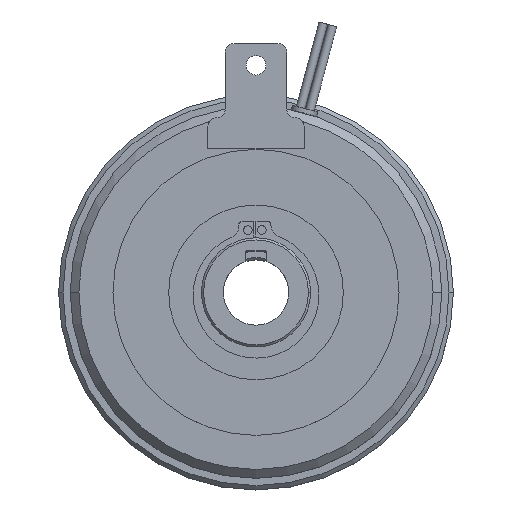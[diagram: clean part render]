
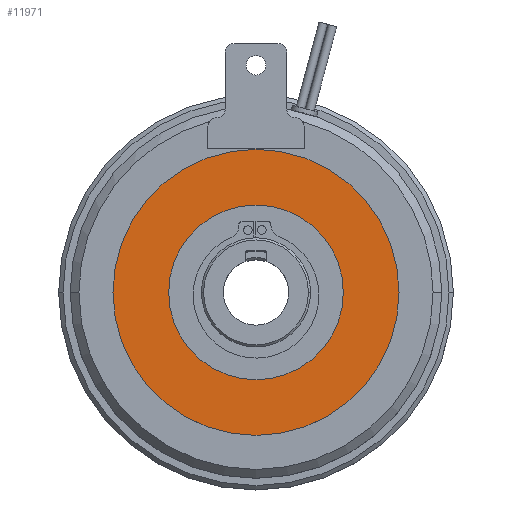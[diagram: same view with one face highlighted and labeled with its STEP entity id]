
A CAD part, top view. The second image highlights one B-rep face of the part: STEP entity #11971.
In plain terms, the highlighted planar face has unit normal (0, 0, 1).
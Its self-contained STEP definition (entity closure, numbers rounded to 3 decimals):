
#5951 = CARTESIAN_POINT ( 'NONE',  ( -32.75, 0., 23.5 ) ) ;
#6371 = CARTESIAN_POINT ( 'NONE',  ( 20., 0., 23.5 ) ) ;
#6372 = DIRECTION ( 'NONE',  ( 1., 0., 0. ) ) ;
#6373 = DIRECTION ( 'NONE',  ( 0., 0., 1. ) ) ;
#6374 = CARTESIAN_POINT ( 'NONE',  ( 0., 0., 23.5 ) ) ;
#6375 = AXIS2_PLACEMENT_3D ( 'NONE', #6374, #6373, #6372 ) ;
#6376 = CIRCLE ( 'NONE', #6375, 20. ) ;
#6377 = CARTESIAN_POINT ( 'NONE',  ( -20., 0., 23.5 ) ) ;
#6671 = CARTESIAN_POINT ( 'NONE',  ( 32.75, 0., 23.5 ) ) ;
#6702 = DIRECTION ( 'NONE',  ( 1., 0., 0. ) ) ;
#6703 = DIRECTION ( 'NONE',  ( 0., 0., 1. ) ) ;
#6704 = CARTESIAN_POINT ( 'NONE',  ( 0., 0., 23.5 ) ) ;
#6705 = AXIS2_PLACEMENT_3D ( 'NONE', #6704, #6703, #6702 ) ;
#6706 = CIRCLE ( 'NONE', #6705, 32.75 ) ;
#6753 = DIRECTION ( 'NONE',  ( 1., 0., 0. ) ) ;
#6754 = DIRECTION ( 'NONE',  ( 0., 0., 1. ) ) ;
#6755 = CARTESIAN_POINT ( 'NONE',  ( 0., 0., 23.5 ) ) ;
#6756 = CARTESIAN_POINT ( 'NONE',  ( 0., 0., 23.5 ) ) ;
#6757 = AXIS2_PLACEMENT_3D ( 'NONE', #6755, #6754, #6753 ) ;
#6758 = PLANE ( 'NONE',  #6757 ) ;
#6759 = FACE_OUTER_BOUND ( 'NONE', #11974, .T. ) ;
#6760 = FACE_BOUND ( 'NONE', #11995, .T. ) ;
#6761 = DIRECTION ( 'NONE',  ( 1., 0., 0. ) ) ;
#6762 = DIRECTION ( 'NONE',  ( 0., 0., 1. ) ) ;
#6763 = CARTESIAN_POINT ( 'NONE',  ( 0., 0., 23.5 ) ) ;
#6764 = AXIS2_PLACEMENT_3D ( 'NONE', #6763, #6762, #6761 ) ;
#6765 = CIRCLE ( 'NONE', #6764, 32.75 ) ;
#6812 = DIRECTION ( 'NONE',  ( 1., 0., 0. ) ) ;
#6813 = DIRECTION ( 'NONE',  ( 0., 0., 1. ) ) ;
#6814 = AXIS2_PLACEMENT_3D ( 'NONE', #6756, #6813, #6812 ) ;
#6815 = CIRCLE ( 'NONE', #6814, 20. ) ;
#11556 = VERTEX_POINT ( 'NONE', #5951 ) ;
#11797 = VERTEX_POINT ( 'NONE', #6377 ) ;
#11799 = EDGE_CURVE ( 'NONE', #11797, #11800, #6376, .T. ) ;
#11800 = VERTEX_POINT ( 'NONE', #6371 ) ;
#11924 = VERTEX_POINT ( 'NONE', #6671 ) ;
#11942 = EDGE_CURVE ( 'NONE', #11924, #11556, #6706, .T. ) ;
#11970 = EDGE_CURVE ( 'NONE', #11556, #11924, #6765, .T. ) ;
#11971 = ADVANCED_FACE ( 'NONE', ( #6760, #6759 ), #6758, .T. ) ;
#11972 = ORIENTED_EDGE ( 'NONE', *, *, #11973, .F. ) ;
#11973 = EDGE_CURVE ( 'NONE', #11800, #11797, #6815, .T. ) ;
#11974 = EDGE_LOOP ( 'NONE', ( #12046, #12047 ) ) ;
#11995 = EDGE_LOOP ( 'NONE', ( #11972, #12045 ) ) ;
#12045 = ORIENTED_EDGE ( 'NONE', *, *, #11799, .F. ) ;
#12046 = ORIENTED_EDGE ( 'NONE', *, *, #11942, .T. ) ;
#12047 = ORIENTED_EDGE ( 'NONE', *, *, #11970, .T. ) ;
